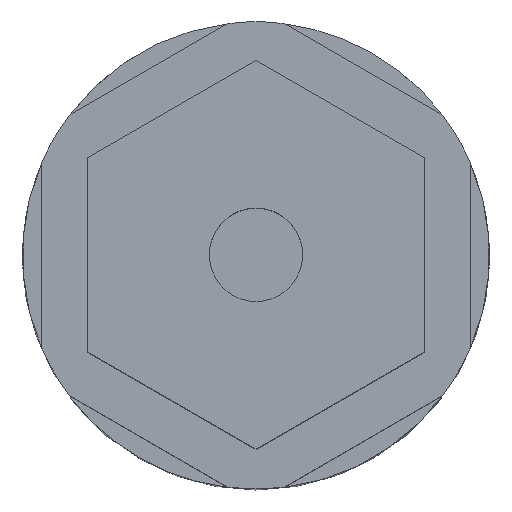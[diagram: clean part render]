
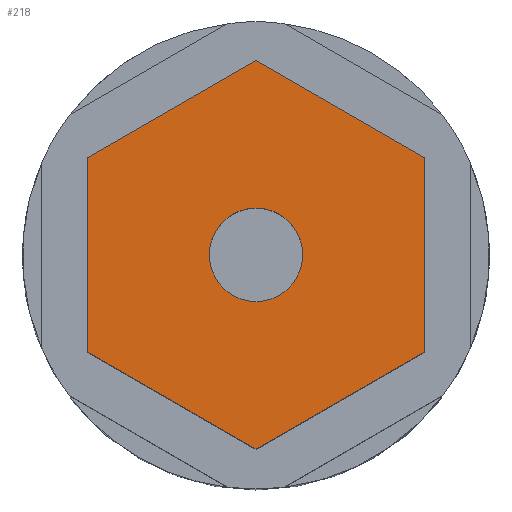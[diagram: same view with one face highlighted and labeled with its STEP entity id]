
A CAD part, top view. The second image highlights one B-rep face of the part: STEP entity #218.
In plain terms, the highlighted planar face has unit normal (0, 0, 1).
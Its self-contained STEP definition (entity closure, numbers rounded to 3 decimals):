
#3 = LINE ( 'NONE', #1098, #405 ) ;
#11 = DIRECTION ( 'NONE',  ( 0., -1., 0. ) ) ;
#25 = AXIS2_PLACEMENT_3D ( 'NONE', #787, #1403, #172 ) ;
#96 = DIRECTION ( 'NONE',  ( 0., 0., 1. ) ) ;
#157 = EDGE_CURVE ( 'NONE', #784, #516, #198, .T. ) ;
#169 = VERTEX_POINT ( 'NONE', #1421 ) ;
#172 = DIRECTION ( 'NONE',  ( 1., 0., 0. ) ) ;
#176 = AXIS2_PLACEMENT_3D ( 'NONE', #1516, #551, #1052 ) ;
#198 = LINE ( 'NONE', #697, #1099 ) ;
#218 = ADVANCED_FACE ( 'NONE', ( #221, #1435 ), #1174, .T. ) ;
#220 = ORIENTED_EDGE ( 'NONE', *, *, #157, .T. ) ;
#221 = FACE_BOUND ( 'NONE', #574, .T. ) ;
#252 = CARTESIAN_POINT ( 'NONE',  ( -18., -10.392, 0. ) ) ;
#261 = EDGE_CURVE ( 'NONE', #764, #877, #1453, .T. ) ;
#340 = DIRECTION ( 'NONE',  ( 1., 0., 0. ) ) ;
#358 = CARTESIAN_POINT ( 'NONE',  ( -18., 10.392, 0. ) ) ;
#359 = ORIENTED_EDGE ( 'NONE', *, *, #929, .F. ) ;
#360 = EDGE_CURVE ( 'NONE', #764, #1287, #482, .T. ) ;
#371 = CARTESIAN_POINT ( 'NONE',  ( -5., 0., 0. ) ) ;
#379 = EDGE_CURVE ( 'NONE', #1287, #516, #1359, .T. ) ;
#405 = VECTOR ( 'NONE', #11, 1000. ) ;
#451 = DIRECTION ( 'NONE',  ( 0.866, 0.5, 0. ) ) ;
#482 = LINE ( 'NONE', #1441, #1391 ) ;
#516 = VERTEX_POINT ( 'NONE', #718 ) ;
#522 = ORIENTED_EDGE ( 'NONE', *, *, #261, .T. ) ;
#551 = DIRECTION ( 'NONE',  ( 0., 0., 1. ) ) ;
#574 = EDGE_LOOP ( 'NONE', ( #359, #1045 ) ) ;
#592 = CARTESIAN_POINT ( 'NONE',  ( 0., 20.785, 0. ) ) ;
#697 = CARTESIAN_POINT ( 'NONE',  ( -18., -10.392, 0. ) ) ;
#718 = CARTESIAN_POINT ( 'NONE',  ( 0., -20.785, 0. ) ) ;
#738 = CARTESIAN_POINT ( 'NONE',  ( 18., -10.392, 0. ) ) ;
#759 = EDGE_CURVE ( 'NONE', #1160, #784, #3, .T. ) ;
#764 = VERTEX_POINT ( 'NONE', #968 ) ;
#782 = VERTEX_POINT ( 'NONE', #371 ) ;
#784 = VERTEX_POINT ( 'NONE', #252 ) ;
#787 = CARTESIAN_POINT ( 'NONE',  ( 0., 0., 0. ) ) ;
#846 = CIRCLE ( 'NONE', #25, 5. ) ;
#854 = DIRECTION ( 'NONE',  ( 0., -1., 0. ) ) ;
#877 = VERTEX_POINT ( 'NONE', #1060 ) ;
#924 = CIRCLE ( 'NONE', #176, 5. ) ;
#929 = EDGE_CURVE ( 'NONE', #169, #782, #924, .T. ) ;
#958 = DIRECTION ( 'NONE',  ( 0.866, -0.5, 0. ) ) ;
#968 = CARTESIAN_POINT ( 'NONE',  ( 18., 10.392, 0. ) ) ;
#1045 = ORIENTED_EDGE ( 'NONE', *, *, #1413, .F. ) ;
#1052 = DIRECTION ( 'NONE',  ( 1., 0., 0. ) ) ;
#1060 = CARTESIAN_POINT ( 'NONE',  ( 0., 20.785, 0. ) ) ;
#1077 = VECTOR ( 'NONE', #1146, 1000. ) ;
#1098 = CARTESIAN_POINT ( 'NONE',  ( -18., 10.392, 0. ) ) ;
#1099 = VECTOR ( 'NONE', #958, 1000. ) ;
#1146 = DIRECTION ( 'NONE',  ( -0.866, -0.5, 0. ) ) ;
#1160 = VERTEX_POINT ( 'NONE', #1373 ) ;
#1168 = VECTOR ( 'NONE', #1444, 1000. ) ;
#1174 = PLANE ( 'NONE',  #1258 ) ;
#1208 = CARTESIAN_POINT ( 'NONE',  ( 18., 10.392, 0. ) ) ;
#1212 = ORIENTED_EDGE ( 'NONE', *, *, #360, .F. ) ;
#1236 = ORIENTED_EDGE ( 'NONE', *, *, #379, .F. ) ;
#1251 = CARTESIAN_POINT ( 'NONE',  ( 18., -10.392, 0. ) ) ;
#1258 = AXIS2_PLACEMENT_3D ( 'NONE', #592, #96, #340 ) ;
#1266 = EDGE_CURVE ( 'NONE', #1160, #877, #1437, .T. ) ;
#1287 = VERTEX_POINT ( 'NONE', #738 ) ;
#1359 = LINE ( 'NONE', #1251, #1077 ) ;
#1373 = CARTESIAN_POINT ( 'NONE',  ( -18., 10.392, 0. ) ) ;
#1391 = VECTOR ( 'NONE', #854, 1000. ) ;
#1403 = DIRECTION ( 'NONE',  ( 0., 0., 1. ) ) ;
#1410 = VECTOR ( 'NONE', #451, 1000. ) ;
#1413 = EDGE_CURVE ( 'NONE', #782, #169, #846, .T. ) ;
#1421 = CARTESIAN_POINT ( 'NONE',  ( 5., 0., 0. ) ) ;
#1433 = EDGE_LOOP ( 'NONE', ( #1476, #1558, #220, #1236, #1212, #522 ) ) ;
#1435 = FACE_OUTER_BOUND ( 'NONE', #1433, .T. ) ;
#1437 = LINE ( 'NONE', #358, #1410 ) ;
#1441 = CARTESIAN_POINT ( 'NONE',  ( 18., 10.392, 0. ) ) ;
#1444 = DIRECTION ( 'NONE',  ( -0.866, 0.5, 0. ) ) ;
#1453 = LINE ( 'NONE', #1208, #1168 ) ;
#1476 = ORIENTED_EDGE ( 'NONE', *, *, #1266, .F. ) ;
#1516 = CARTESIAN_POINT ( 'NONE',  ( 0., 0., 0. ) ) ;
#1558 = ORIENTED_EDGE ( 'NONE', *, *, #759, .T. ) ;
